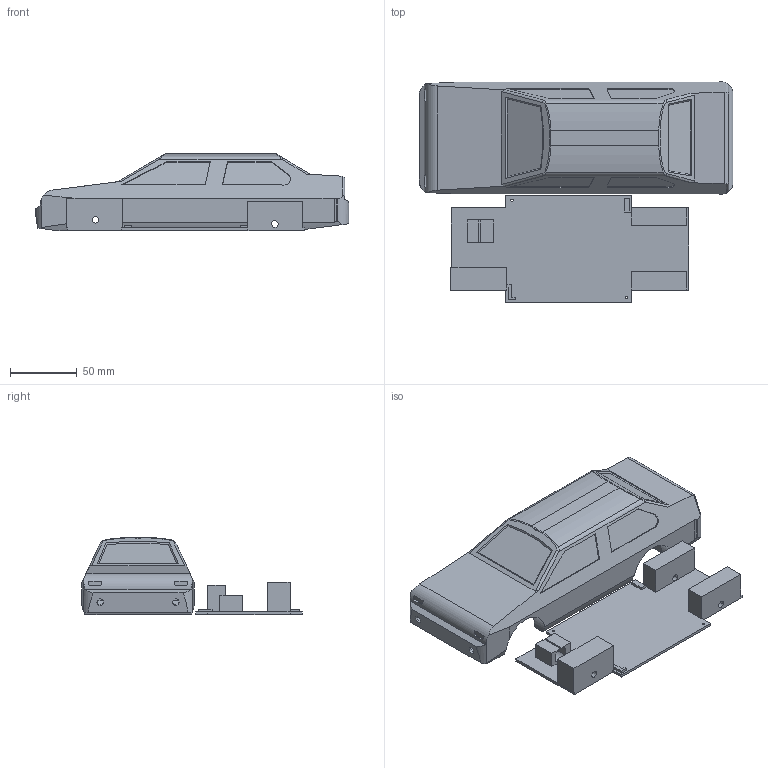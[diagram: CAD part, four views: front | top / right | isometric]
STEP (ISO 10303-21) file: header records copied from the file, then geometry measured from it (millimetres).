
FILE_DESCRIPTION(('CATIA V5 STEP Exchange'),'2;1');
FILE_NAME('Kokoonpano.stp','2016-05-02T07:24:22+00:00',('none'),('none'),'CATIA Version 5 Release 21 GA (IN-10)','CATIA V5 STEP AP203','none');
FILE_SCHEMA(('CONFIG_CONTROL_DESIGN'));
Length unit declared in the file: millimetre
Products named in the file (1): Product1
Assembly tree (2 placements, depth 2):
  Product1
    #58
    #16577
Bounding box: 234.58 x 164.57 x 57.56 mm (x, y, z)
Volume: 132187.9 mm3; surface area: 129404.8 mm2
Topology: 2 solids, 2 shells, 269 faces, 731 edges, 479 vertices
Faces by surface type: plane 154, cylinder 92, bspline 18, extrusion 4, torus 1
Entity records: 18488 total; most frequent: CARTESIAN_POINT 12241, ORIENTED_EDGE 1458, DIRECTION 945, EDGE_CURVE 729, VERTEX_POINT 479, VECTOR 452, LINE 448, EDGE_LOOP 298
